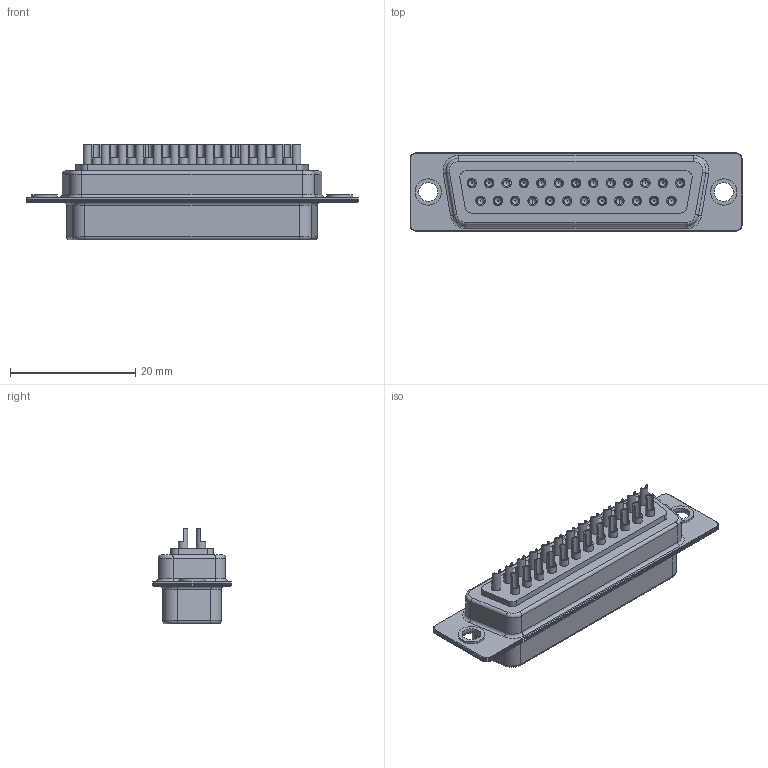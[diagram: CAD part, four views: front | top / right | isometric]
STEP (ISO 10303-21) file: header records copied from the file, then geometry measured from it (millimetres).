
FILE_DESCRIPTION(/* description */ (''),/* implementation_level */ '2;1');
FILE_NAME(/* name */ '105-25-1-3-0-Dummy.stp',/* time_stamp */ '2024-10-23T12:19:51+02:00',/* author */ ('Andreas.Larin'),/* organization */ (''),/* preprocessor_version */ 'ST-DEVELOPER v20',/* originating_system */ 'Autodesk Inventor 2025',/* authorisation */ '');
FILE_SCHEMA (('AUTOMOTIVE_DESIGN { 1 0 10303 214 3 1 1 }'));
Length unit declared in the file: millimetre
Products named in the file (1): 105-25-1-3-0-Dummy
Bounding box: 52.96 x 12.55 x 15.3 mm (x, y, z)
Volume: 2941.6 mm3; surface area: 3794.4 mm2
Topology: 1 solids, 1 shells, 481 faces, 1192 edges, 743 vertices
Faces by surface type: cylinder 222, plane 172, bspline 28, sphere 25, torus 18, cone 16
Full cylindrical faces by diameter (mm): 0.95 x25, 1.08 x18, 1.1 x4, 1.48 x25, 3 x2, 4.2 x2
Entity records: 16505 total; most frequent: CARTESIAN_POINT 5004, ORIENTED_EDGE 2334, DIRECTION 2252, EDGE_CURVE 1167, AXIS2_PLACEMENT_3D 859, VERTEX_POINT 743, EDGE_LOOP 540, LINE 534
